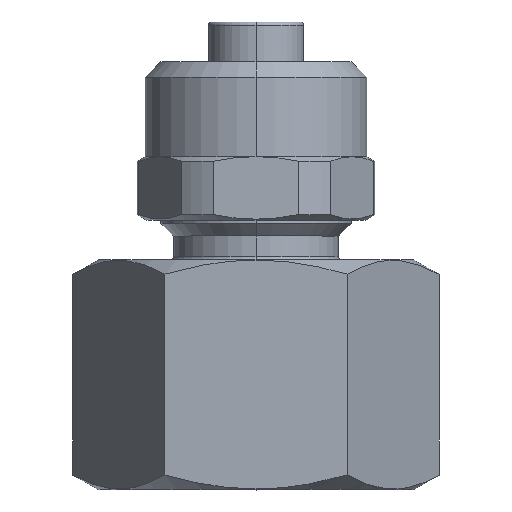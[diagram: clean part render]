
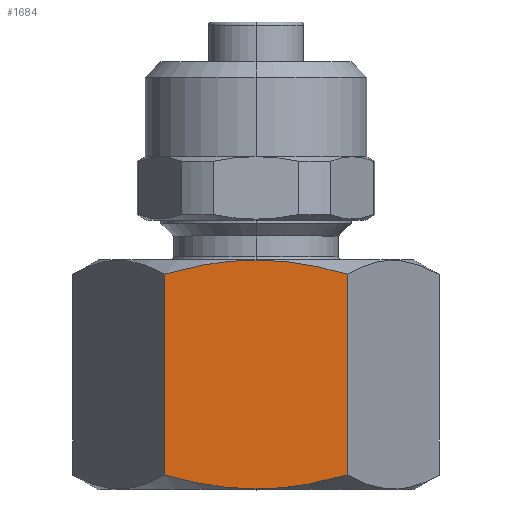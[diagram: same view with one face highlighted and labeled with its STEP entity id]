
A CAD part, top view. The second image highlights one B-rep face of the part: STEP entity #1684.
In plain terms, the highlighted planar face has unit normal (0, 0, 1).
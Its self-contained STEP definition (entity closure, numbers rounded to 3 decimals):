
#87 = AXIS2_PLACEMENT_3D ( 'NONE', #591, #592, #593 ) ;
#136 = B_SPLINE_CURVE_WITH_KNOTS ( 'NONE', 3,
 ( #772, #773, #774, #775, #776, #777, #778, #779 ),
 .UNSPECIFIED., .F., .F.,
 ( 4, 2, 2, 4 ),
 ( 0.016, 0.018, 0.019, 0.022 ),
 .UNSPECIFIED. ) ;
#137 = B_SPLINE_CURVE_WITH_KNOTS ( 'NONE', 3,
 ( #458, #459, #460, #461, #462, #463, #464, #465 ),
 .UNSPECIFIED., .F., .F.,
 ( 4, 2, 2, 4 ),
 ( 0.025, 0.028, 0.03, 0.031 ),
 .UNSPECIFIED. ) ;
#148 = B_SPLINE_CURVE_WITH_KNOTS ( 'NONE', 3,
 ( #928, #929, #930, #931, #932, #933 ),
 .UNSPECIFIED., .F., .F.,
 ( 4, 2, 4 ),
 ( 0.031, 0.034, 0.037 ),
 .UNSPECIFIED. ) ;
#152 = B_SPLINE_CURVE_WITH_KNOTS ( 'NONE', 3,
 ( #896, #897, #898, #899, #900, #901 ),
 .UNSPECIFIED., .F., .F.,
 ( 4, 2, 4 ),
 ( 0.01, 0.013, 0.016 ),
 .UNSPECIFIED. ) ;
#231 = LINE ( 'NONE', #926, #647 ) ;
#233 = LINE ( 'NONE', #960, #676 ) ;
#305 = FACE_OUTER_BOUND ( 'NONE', #2065, .T. ) ;
#458 = CARTESIAN_POINT ( 'NONE',  ( 5.774, 0.922, 10. ) ) ;
#459 = CARTESIAN_POINT ( 'NONE',  ( 4.84, 0.653, 10. ) ) ;
#460 = CARTESIAN_POINT ( 'NONE',  ( 3.894, 0.428, 10. ) ) ;
#461 = CARTESIAN_POINT ( 'NONE',  ( 2.448, 0.193, 10. ) ) ;
#462 = CARTESIAN_POINT ( 'NONE',  ( 1.961, 0.132, 10. ) ) ;
#463 = CARTESIAN_POINT ( 'NONE',  ( 0.978, 0.05, 10. ) ) ;
#464 = CARTESIAN_POINT ( 'NONE',  ( 0.488, 0.029, 10. ) ) ;
#465 = CARTESIAN_POINT ( 'NONE',  ( 0., 0.029, 10. ) ) ;
#590 = PLANE ( 'NONE',  #87 ) ;
#591 = CARTESIAN_POINT ( 'NONE',  ( 5.774, 15., 10. ) ) ;
#592 = DIRECTION ( 'NONE',  ( 0., 0., 1. ) ) ;
#593 = DIRECTION ( 'NONE',  ( 1., 0., 0. ) ) ;
#647 = VECTOR ( 'NONE', #927, 1000. ) ;
#676 = VECTOR ( 'NONE', #961, 1000. ) ;
#772 = CARTESIAN_POINT ( 'NONE',  ( 0., 14.471, 10. ) ) ;
#773 = CARTESIAN_POINT ( 'NONE',  ( 0.488, 14.471, 10. ) ) ;
#774 = CARTESIAN_POINT ( 'NONE',  ( 0.978, 14.45, 10. ) ) ;
#775 = CARTESIAN_POINT ( 'NONE',  ( 1.961, 14.368, 10. ) ) ;
#776 = CARTESIAN_POINT ( 'NONE',  ( 2.448, 14.307, 10. ) ) ;
#777 = CARTESIAN_POINT ( 'NONE',  ( 3.894, 14.072, 10. ) ) ;
#778 = CARTESIAN_POINT ( 'NONE',  ( 4.84, 13.847, 10. ) ) ;
#779 = CARTESIAN_POINT ( 'NONE',  ( 5.774, 13.578, 10. ) ) ;
#896 = CARTESIAN_POINT ( 'NONE',  ( -5.774, 13.578, 10. ) ) ;
#897 = CARTESIAN_POINT ( 'NONE',  ( -4.834, 13.849, 10. ) ) ;
#898 = CARTESIAN_POINT ( 'NONE',  ( -3.873, 14.076, 10. ) ) ;
#899 = CARTESIAN_POINT ( 'NONE',  ( -1.945, 14.387, 10. ) ) ;
#900 = CARTESIAN_POINT ( 'NONE',  ( -0.976, 14.471, 10. ) ) ;
#901 = CARTESIAN_POINT ( 'NONE',  ( 0., 14.471, 10. ) ) ;
#926 = CARTESIAN_POINT ( 'NONE',  ( 5.774, 15., 10. ) ) ;
#927 = DIRECTION ( 'NONE',  ( 0., -1., 0. ) ) ;
#928 = CARTESIAN_POINT ( 'NONE',  ( 0., 0.029, 10. ) ) ;
#929 = CARTESIAN_POINT ( 'NONE',  ( -0.976, 0.029, 10. ) ) ;
#930 = CARTESIAN_POINT ( 'NONE',  ( -1.945, 0.113, 10. ) ) ;
#931 = CARTESIAN_POINT ( 'NONE',  ( -3.873, 0.424, 10. ) ) ;
#932 = CARTESIAN_POINT ( 'NONE',  ( -4.834, 0.651, 10. ) ) ;
#933 = CARTESIAN_POINT ( 'NONE',  ( -5.774, 0.922, 10. ) ) ;
#960 = CARTESIAN_POINT ( 'NONE',  ( -5.774, 15., 10. ) ) ;
#961 = DIRECTION ( 'NONE',  ( 0., -1., 0. ) ) ;
#1140 = VERTEX_POINT ( 'NONE', #1854 ) ;
#1164 = VERTEX_POINT ( 'NONE', #1248 ) ;
#1175 = VERTEX_POINT ( 'NONE', #1259 ) ;
#1176 = VERTEX_POINT ( 'NONE', #1260 ) ;
#1213 = VERTEX_POINT ( 'NONE', #1288 ) ;
#1240 = VERTEX_POINT ( 'NONE', #1306 ) ;
#1248 = CARTESIAN_POINT ( 'NONE',  ( 0., 14.471, 10. ) ) ;
#1259 = CARTESIAN_POINT ( 'NONE',  ( -5.774, 13.578, 10. ) ) ;
#1260 = CARTESIAN_POINT ( 'NONE',  ( -5.774, 0.922, 10. ) ) ;
#1288 = CARTESIAN_POINT ( 'NONE',  ( 5.774, 0.922, 10. ) ) ;
#1306 = CARTESIAN_POINT ( 'NONE',  ( 0., 0.029, 10. ) ) ;
#1544 = EDGE_CURVE ( 'NONE', #1213, #1240, #137, .T. ) ;
#1548 = EDGE_CURVE ( 'NONE', #1164, #1140, #136, .T. ) ;
#1576 = EDGE_CURVE ( 'NONE', #1175, #1164, #152, .T. ) ;
#1584 = EDGE_CURVE ( 'NONE', #1140, #1213, #231, .T. ) ;
#1585 = EDGE_CURVE ( 'NONE', #1240, #1176, #148, .T. ) ;
#1589 = EDGE_CURVE ( 'NONE', #1175, #1176, #233, .T. ) ;
#1684 = ADVANCED_FACE ( 'NONE', ( #305 ), #590, .T. ) ;
#1854 = CARTESIAN_POINT ( 'NONE',  ( 5.774, 13.578, 10. ) ) ;
#1884 = ORIENTED_EDGE ( 'NONE', *, *, #1576, .F. ) ;
#1885 = ORIENTED_EDGE ( 'NONE', *, *, #1584, .F. ) ;
#1886 = ORIENTED_EDGE ( 'NONE', *, *, #1589, .T. ) ;
#1887 = ORIENTED_EDGE ( 'NONE', *, *, #1548, .F. ) ;
#1888 = ORIENTED_EDGE ( 'NONE', *, *, #1585, .F. ) ;
#1890 = ORIENTED_EDGE ( 'NONE', *, *, #1544, .F. ) ;
#2065 = EDGE_LOOP ( 'NONE', ( #1885, #1887, #1884, #1886, #1888, #1890 ) ) ;
